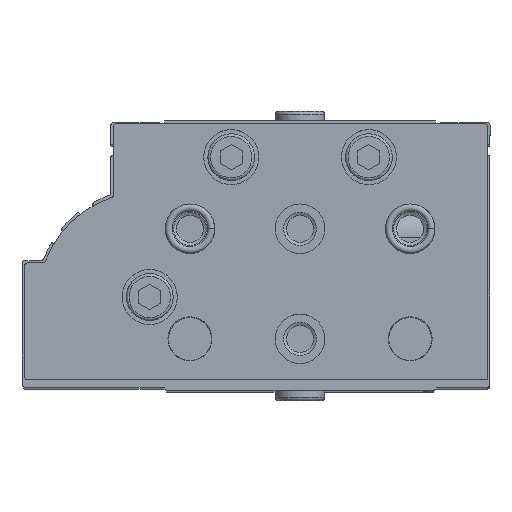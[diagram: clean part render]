
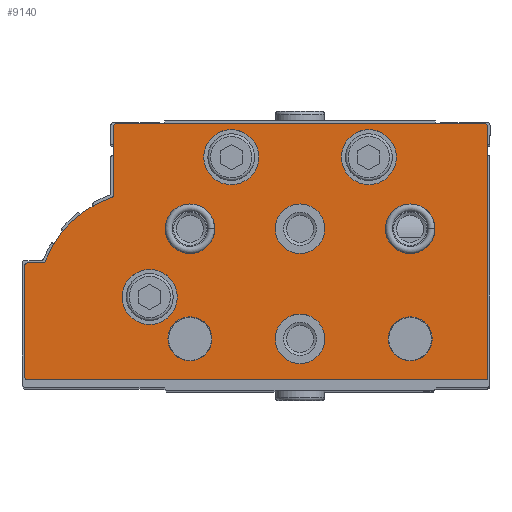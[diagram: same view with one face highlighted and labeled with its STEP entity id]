
A CAD part, top view. The second image highlights one B-rep face of the part: STEP entity #9140.
In plain terms, the highlighted face is planar.
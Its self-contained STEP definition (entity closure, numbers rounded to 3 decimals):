
#929=LINE('',#15331,#1650);
#931=LINE('',#15335,#1652);
#934=LINE('',#15343,#1655);
#937=LINE('',#15351,#1658);
#942=LINE('',#15367,#1663);
#945=LINE('',#15375,#1666);
#1650=VECTOR('',#12386,1000.);
#1652=VECTOR('',#12390,1000.);
#1655=VECTOR('',#12399,1000.);
#1658=VECTOR('',#12408,1000.);
#1663=VECTOR('',#12427,1000.);
#1666=VECTOR('',#12436,1000.);
#3563=ORIENTED_EDGE('',*,*,#5220,.T.);
#3564=ORIENTED_EDGE('',*,*,#5221,.T.);
#3565=ORIENTED_EDGE('',*,*,#5222,.T.);
#3566=ORIENTED_EDGE('',*,*,#5223,.T.);
#3567=ORIENTED_EDGE('',*,*,#5224,.T.);
#3568=ORIENTED_EDGE('',*,*,#5225,.T.);
#3569=ORIENTED_EDGE('',*,*,#5226,.T.);
#3570=ORIENTED_EDGE('',*,*,#5227,.T.);
#3571=ORIENTED_EDGE('',*,*,#5228,.T.);
#3572=ORIENTED_EDGE('',*,*,#5193,.F.);
#3573=ORIENTED_EDGE('',*,*,#5218,.F.);
#3574=ORIENTED_EDGE('',*,*,#5216,.F.);
#3575=ORIENTED_EDGE('',*,*,#5214,.F.);
#3576=ORIENTED_EDGE('',*,*,#5212,.T.);
#3577=ORIENTED_EDGE('',*,*,#5210,.F.);
#3578=ORIENTED_EDGE('',*,*,#5208,.T.);
#3579=ORIENTED_EDGE('',*,*,#5206,.F.);
#3580=ORIENTED_EDGE('',*,*,#5204,.F.);
#3581=ORIENTED_EDGE('',*,*,#5202,.F.);
#3582=ORIENTED_EDGE('',*,*,#5200,.F.);
#3583=ORIENTED_EDGE('',*,*,#5198,.F.);
#3584=ORIENTED_EDGE('',*,*,#5196,.F.);
#5193=EDGE_CURVE('',#6202,#6203,#6743,.T.);
#5196=EDGE_CURVE('',#6203,#6204,#929,.T.);
#5198=EDGE_CURVE('',#6204,#6205,#931,.T.);
#5200=EDGE_CURVE('',#6205,#6206,#6744,.T.);
#5202=EDGE_CURVE('',#6206,#6207,#934,.T.);
#5204=EDGE_CURVE('',#6207,#6208,#6745,.T.);
#5206=EDGE_CURVE('',#6208,#6209,#937,.T.);
#5208=EDGE_CURVE('',#6210,#6209,#6746,.T.);
#5210=EDGE_CURVE('',#6210,#6211,#6747,.T.);
#5212=EDGE_CURVE('',#6212,#6211,#6748,.T.);
#5214=EDGE_CURVE('',#6212,#6213,#942,.T.);
#5216=EDGE_CURVE('',#6213,#6214,#6749,.T.);
#5218=EDGE_CURVE('',#6214,#6202,#945,.T.);
#5220=EDGE_CURVE('',#6215,#6215,#6750,.T.);
#5221=EDGE_CURVE('',#6216,#6216,#6751,.T.);
#5222=EDGE_CURVE('',#6217,#6217,#6752,.T.);
#5223=EDGE_CURVE('',#6218,#6218,#6753,.T.);
#5224=EDGE_CURVE('',#6219,#6219,#6754,.T.);
#5225=EDGE_CURVE('',#6220,#6220,#6755,.T.);
#5226=EDGE_CURVE('',#6221,#6221,#6756,.T.);
#5227=EDGE_CURVE('',#6222,#6222,#6757,.T.);
#5228=EDGE_CURVE('',#6223,#6223,#6758,.T.);
#6202=VERTEX_POINT('',#15326);
#6203=VERTEX_POINT('',#15327);
#6204=VERTEX_POINT('',#15332);
#6205=VERTEX_POINT('',#15336);
#6206=VERTEX_POINT('',#15340);
#6207=VERTEX_POINT('',#15344);
#6208=VERTEX_POINT('',#15348);
#6209=VERTEX_POINT('',#15352);
#6210=VERTEX_POINT('',#15356);
#6211=VERTEX_POINT('',#15360);
#6212=VERTEX_POINT('',#15364);
#6213=VERTEX_POINT('',#15368);
#6214=VERTEX_POINT('',#15372);
#6215=VERTEX_POINT('',#15379);
#6216=VERTEX_POINT('',#15381);
#6217=VERTEX_POINT('',#15383);
#6218=VERTEX_POINT('',#15385);
#6219=VERTEX_POINT('',#15387);
#6220=VERTEX_POINT('',#15389);
#6221=VERTEX_POINT('',#15391);
#6222=VERTEX_POINT('',#15393);
#6223=VERTEX_POINT('',#15395);
#6743=CIRCLE('',#10099,0.5);
#6744=CIRCLE('',#10103,0.5);
#6745=CIRCLE('',#10106,0.5);
#6746=CIRCLE('',#10109,0.5);
#6747=CIRCLE('',#10111,19.5);
#6748=CIRCLE('',#10113,0.5);
#6749=CIRCLE('',#10116,0.5);
#6750=CIRCLE('',#10119,5.);
#6751=CIRCLE('',#10120,5.);
#6752=CIRCLE('',#10121,5.);
#6753=CIRCLE('',#10122,4.5);
#6754=CIRCLE('',#10123,4.5);
#6755=CIRCLE('',#10124,4.5);
#6756=CIRCLE('',#10125,4.5);
#6757=CIRCLE('',#10126,4.);
#6758=CIRCLE('',#10127,4.);
#7378=EDGE_LOOP('',(#3563));
#7379=EDGE_LOOP('',(#3564));
#7380=EDGE_LOOP('',(#3565));
#7381=EDGE_LOOP('',(#3566));
#7382=EDGE_LOOP('',(#3567));
#7383=EDGE_LOOP('',(#3568));
#7384=EDGE_LOOP('',(#3569));
#7385=EDGE_LOOP('',(#3570));
#7386=EDGE_LOOP('',(#3571));
#7387=EDGE_LOOP('',(#3572,#3573,#3574,#3575,#3576,#3577,#3578,#3579,#3580,
#3581,#3582,#3583,#3584));
#8186=FACE_BOUND('',#7378,.T.);
#8187=FACE_BOUND('',#7379,.T.);
#8188=FACE_BOUND('',#7380,.T.);
#8189=FACE_BOUND('',#7381,.T.);
#8190=FACE_BOUND('',#7382,.T.);
#8191=FACE_BOUND('',#7383,.T.);
#8192=FACE_BOUND('',#7384,.T.);
#8193=FACE_BOUND('',#7385,.T.);
#8194=FACE_BOUND('',#7386,.T.);
#8195=FACE_BOUND('',#7387,.T.);
#8685=PLANE('',#10118);
#9140=ADVANCED_FACE('',(#8186,#8187,#8188,#8189,#8190,#8191,#8192,#8193,
#8194,#8195),#8685,.F.);
#10099=AXIS2_PLACEMENT_3D('',#15325,#12380,#12381);
#10103=AXIS2_PLACEMENT_3D('',#15339,#12394,#12395);
#10106=AXIS2_PLACEMENT_3D('',#15347,#12403,#12404);
#10109=AXIS2_PLACEMENT_3D('',#15355,#12412,#12413);
#10111=AXIS2_PLACEMENT_3D('',#15359,#12417,#12418);
#10113=AXIS2_PLACEMENT_3D('',#15363,#12422,#12423);
#10116=AXIS2_PLACEMENT_3D('',#15371,#12431,#12432);
#10118=AXIS2_PLACEMENT_3D('',#15377,#12438,#12439);
#10119=AXIS2_PLACEMENT_3D('',#15378,#12440,#12441);
#10120=AXIS2_PLACEMENT_3D('',#15380,#12442,#12443);
#10121=AXIS2_PLACEMENT_3D('',#15382,#12444,#12445);
#10122=AXIS2_PLACEMENT_3D('',#15384,#12446,#12447);
#10123=AXIS2_PLACEMENT_3D('',#15386,#12448,#12449);
#10124=AXIS2_PLACEMENT_3D('',#15388,#12450,#12451);
#10125=AXIS2_PLACEMENT_3D('',#15390,#12452,#12453);
#10126=AXIS2_PLACEMENT_3D('',#15392,#12454,#12455);
#10127=AXIS2_PLACEMENT_3D('',#15394,#12456,#12457);
#12380=DIRECTION('',(0.,0.,1.));
#12381=DIRECTION('',(1.,0.,0.));
#12386=DIRECTION('',(0.,-1.,0.));
#12390=DIRECTION('',(1.,0.,0.));
#12394=DIRECTION('',(0.,0.,1.));
#12395=DIRECTION('',(1.,0.,0.));
#12399=DIRECTION('',(0.,1.,0.));
#12403=DIRECTION('',(0.,0.,1.));
#12404=DIRECTION('',(1.,0.,0.));
#12408=DIRECTION('',(-1.,0.,0.));
#12412=DIRECTION('',(0.,0.,1.));
#12413=DIRECTION('',(1.,0.,0.));
#12417=DIRECTION('',(0.,0.,1.));
#12418=DIRECTION('',(1.,0.,0.));
#12422=DIRECTION('',(0.,0.,1.));
#12423=DIRECTION('',(1.,0.,0.));
#12427=DIRECTION('',(0.,1.,0.));
#12431=DIRECTION('',(0.,0.,1.));
#12432=DIRECTION('',(1.,0.,0.));
#12436=DIRECTION('',(-1.,0.,0.));
#12438=DIRECTION('',(0.,0.,1.));
#12439=DIRECTION('',(1.,0.,0.));
#12440=DIRECTION('',(0.,0.,1.));
#12441=DIRECTION('',(1.,0.,0.));
#12442=DIRECTION('',(0.,0.,1.));
#12443=DIRECTION('',(1.,0.,0.));
#12444=DIRECTION('',(0.,0.,1.));
#12445=DIRECTION('',(1.,0.,0.));
#12446=DIRECTION('',(0.,0.,1.));
#12447=DIRECTION('',(1.,0.,0.));
#12448=DIRECTION('',(0.,0.,1.));
#12449=DIRECTION('',(1.,0.,0.));
#12450=DIRECTION('',(0.,0.,1.));
#12451=DIRECTION('',(1.,0.,0.));
#12452=DIRECTION('',(0.,0.,1.));
#12453=DIRECTION('',(1.,0.,0.));
#12454=DIRECTION('',(0.,0.,1.));
#12455=DIRECTION('',(1.,0.,0.));
#12456=DIRECTION('',(0.,0.,1.));
#12457=DIRECTION('',(1.,0.,0.));
#15325=CARTESIAN_POINT('',(0.5,46.,0.));
#15326=CARTESIAN_POINT('',(0.5,46.5,0.));
#15327=CARTESIAN_POINT('',(0.,46.,0.));
#15331=CARTESIAN_POINT('',(0.,46.,0.));
#15332=CARTESIAN_POINT('',(0.,0.,0.));
#15335=CARTESIAN_POINT('',(0.,0.,0.));
#15336=CARTESIAN_POINT('',(83.5,0.,0.));
#15339=CARTESIAN_POINT('',(83.5,0.5,0.));
#15340=CARTESIAN_POINT('',(84.,0.5,0.));
#15343=CARTESIAN_POINT('',(84.,0.5,0.));
#15344=CARTESIAN_POINT('',(84.,20.7,0.));
#15347=CARTESIAN_POINT('',(83.5,20.7,0.));
#15348=CARTESIAN_POINT('',(83.5,21.2,0.));
#15351=CARTESIAN_POINT('',(83.5,21.2,0.));
#15352=CARTESIAN_POINT('',(80.697,21.2,0.));
#15355=CARTESIAN_POINT('',(80.697,21.7,0.));
#15356=CARTESIAN_POINT('',(80.23,21.523,0.));
#15359=CARTESIAN_POINT('',(62.,14.6,0.));
#15360=CARTESIAN_POINT('',(68.191,33.091,0.));
#15363=CARTESIAN_POINT('',(68.35,33.565,0.));
#15364=CARTESIAN_POINT('',(67.85,33.565,0.));
#15367=CARTESIAN_POINT('',(67.85,33.565,0.));
#15368=CARTESIAN_POINT('',(67.85,46.,0.));
#15371=CARTESIAN_POINT('',(67.35,46.,0.));
#15372=CARTESIAN_POINT('',(67.35,46.5,0.));
#15375=CARTESIAN_POINT('',(67.35,46.5,0.));
#15377=CARTESIAN_POINT('',(0.5,46.,0.));
#15378=CARTESIAN_POINT('',(61.3,15.,0.));
#15379=CARTESIAN_POINT('',(66.3,15.,0.));
#15380=CARTESIAN_POINT('',(46.5,40.4,0.));
#15381=CARTESIAN_POINT('',(51.5,40.4,0.));
#15382=CARTESIAN_POINT('',(21.5,40.4,0.));
#15383=CARTESIAN_POINT('',(26.5,40.4,0.));
#15384=CARTESIAN_POINT('',(54.,27.4,0.));
#15385=CARTESIAN_POINT('',(58.5,27.4,0.));
#15386=CARTESIAN_POINT('',(34.,27.4,0.));
#15387=CARTESIAN_POINT('',(38.5,27.4,0.));
#15388=CARTESIAN_POINT('',(14.,27.4,0.));
#15389=CARTESIAN_POINT('',(18.5,27.4,0.));
#15390=CARTESIAN_POINT('',(34.,7.4,0.));
#15391=CARTESIAN_POINT('',(38.5,7.4,0.));
#15392=CARTESIAN_POINT('',(54.,7.4,0.));
#15393=CARTESIAN_POINT('',(58.,7.4,0.));
#15394=CARTESIAN_POINT('',(14.,7.4,0.));
#15395=CARTESIAN_POINT('',(18.,7.4,0.));
